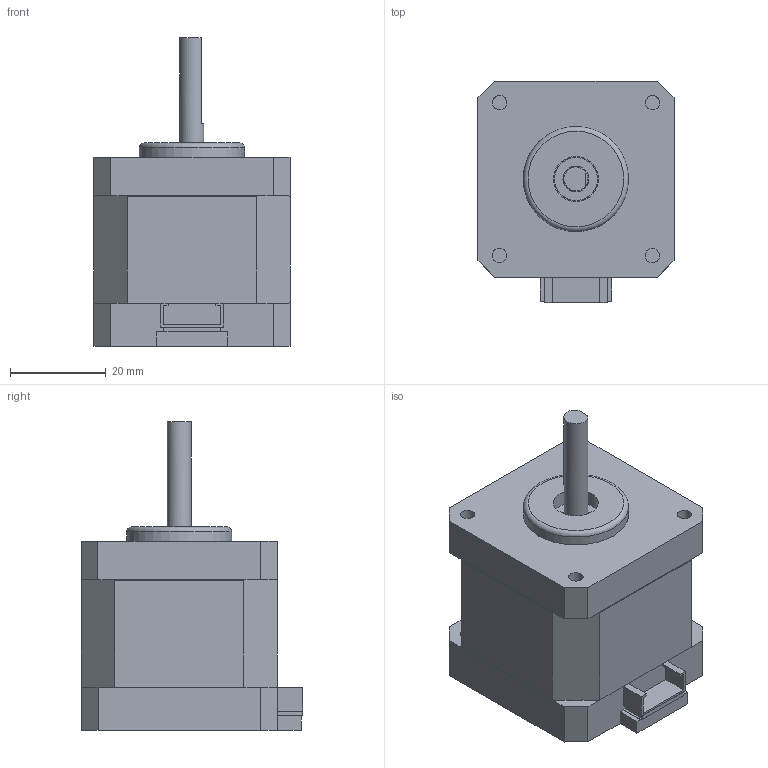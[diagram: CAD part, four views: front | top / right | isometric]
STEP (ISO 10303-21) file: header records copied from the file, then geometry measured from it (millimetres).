
FILE_DESCRIPTION(/* description */ (''),/* implementation_level */ '2;1');
FILE_NAME(/* name */ 'Nema 17 Stepper Motor v5.step',/* time_stamp */ '2023-03-19T15:04:44+05:30',/* author */ (''),/* organization */ (''),/* preprocessor_version */ 'ST-DEVELOPER v19.2',/* originating_system */ 'Autodesk Translation Framework v11.17.0.187',/* authorisation */ '');
FILE_SCHEMA (('AUTOMOTIVE_DESIGN { 1 0 10303 214 3 1 1 }'));
Length unit declared in the file: millimetre
Products named in the file (1): Nema 17 Stepper Motor
Bounding box: 41 x 46.3 x 64.5 mm (x, y, z)
Volume: 63568.1 mm3; surface area: 12196.5 mm2
Topology: 1 solids, 1 shells, 120 faces, 294 edges, 178 vertices
Faces by surface type: plane 101, cylinder 18, torus 1
Full cylindrical faces by diameter (mm): 3 x4, 5 x2, 5.2 x1, 5.4 x1, 6 x4, 9 x2, 9.3 x1, 9.4 x1, 10 x1, 22 x1
Entity records: 3622 total; most frequent: DIRECTION 593, CARTESIAN_POINT 593, ORIENTED_EDGE 588, EDGE_CURVE 294, LINE 237, VECTOR 237, VERTEX_POINT 178, AXIS2_PLACEMENT_3D 178
